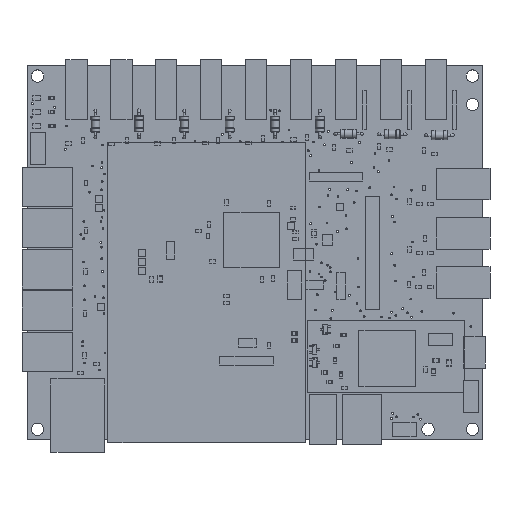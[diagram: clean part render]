
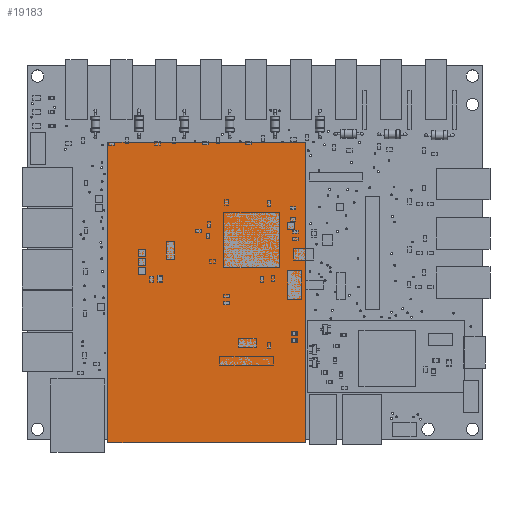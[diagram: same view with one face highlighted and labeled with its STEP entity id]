
A CAD part, top view. The second image highlights one B-rep face of the part: STEP entity #19183.
In plain terms, the highlighted planar face has unit normal (0, 0, 1).
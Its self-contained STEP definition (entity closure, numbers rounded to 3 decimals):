
#2002=PLANE('',#21599);
#2854=FACE_OUTER_BOUND('',#4808,.T.);
#4808=EDGE_LOOP('',(#16560,#16561,#16562,#16563));
#5887=LINE('',#31849,#7072);
#5890=LINE('',#31855,#7075);
#5893=LINE('',#31861,#7078);
#5896=LINE('',#31865,#7081);
#7072=VECTOR('',#26694,10.);
#7075=VECTOR('',#26699,10.);
#7078=VECTOR('',#26704,10.);
#7081=VECTOR('',#26709,10.);
#9849=VERTEX_POINT('',#31846);
#9850=VERTEX_POINT('',#31848);
#9852=VERTEX_POINT('',#31854);
#9854=VERTEX_POINT('',#31860);
#12113=EDGE_CURVE('',#9850,#9849,#5887,.T.);
#12116=EDGE_CURVE('',#9852,#9850,#5890,.T.);
#12119=EDGE_CURVE('',#9854,#9852,#5893,.T.);
#12122=EDGE_CURVE('',#9849,#9854,#5896,.T.);
#16560=ORIENTED_EDGE('',*,*,#12122,.T.);
#16561=ORIENTED_EDGE('',*,*,#12119,.T.);
#16562=ORIENTED_EDGE('',*,*,#12116,.T.);
#16563=ORIENTED_EDGE('',*,*,#12113,.T.);
#19183=ADVANCED_FACE('',(#2854),#2002,.T.);
#21599=AXIS2_PLACEMENT_3D('',#31866,#26710,#26711);
#26694=DIRECTION('',(-1.,0.,0.));
#26699=DIRECTION('',(0.,1.,0.));
#26704=DIRECTION('',(1.,0.,0.));
#26709=DIRECTION('',(0.,-1.,0.));
#26710=DIRECTION('center_axis',(0.,0.,1.));
#26711=DIRECTION('ref_axis',(1.,0.,0.));
#31846=CARTESIAN_POINT('',(0.,56.005,0.1));
#31848=CARTESIAN_POINT('',(85.,56.005,0.1));
#31849=CARTESIAN_POINT('',(85.,56.005,0.1));
#31854=CARTESIAN_POINT('',(85.,0.005,0.1));
#31855=CARTESIAN_POINT('',(85.,0.005,0.1));
#31860=CARTESIAN_POINT('',(0.,0.005,0.1));
#31861=CARTESIAN_POINT('',(0.,0.005,0.1));
#31865=CARTESIAN_POINT('',(0.,56.005,0.1));
#31866=CARTESIAN_POINT('Origin',(42.5,28.005,0.1));
